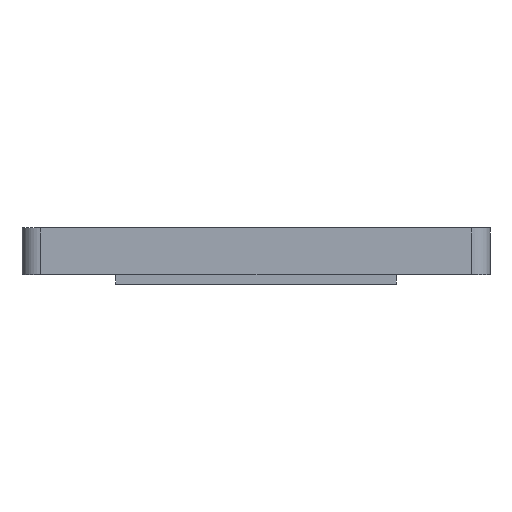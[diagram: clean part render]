
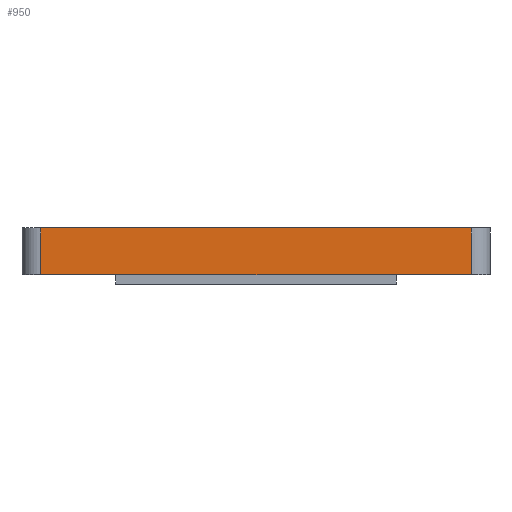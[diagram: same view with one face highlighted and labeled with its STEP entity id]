
A CAD part, front view. The second image highlights one B-rep face of the part: STEP entity #950.
In plain terms, the highlighted face is planar.
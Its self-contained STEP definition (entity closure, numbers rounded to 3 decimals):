
#87=PLANE('',#1119);
#124=FACE_OUTER_BOUND('',#213,.T.);
#213=EDGE_LOOP('',(#838,#839,#840,#841));
#258=LINE('',#1528,#327);
#267=LINE('',#1593,#336);
#283=LINE('',#1660,#352);
#284=LINE('',#1662,#353);
#327=VECTOR('',#1238,10.);
#336=VECTOR('',#1301,10.);
#352=VECTOR('',#1383,10.);
#353=VECTOR('',#1386,10.);
#456=VERTEX_POINT('',#1525);
#457=VERTEX_POINT('',#1527);
#485=VERTEX_POINT('',#1590);
#486=VERTEX_POINT('',#1592);
#554=EDGE_CURVE('',#456,#457,#258,.T.);
#587=EDGE_CURVE('',#485,#486,#267,.T.);
#621=EDGE_CURVE('',#457,#485,#283,.T.);
#622=EDGE_CURVE('',#486,#456,#284,.T.);
#838=ORIENTED_EDGE('',*,*,#621,.F.);
#839=ORIENTED_EDGE('',*,*,#554,.F.);
#840=ORIENTED_EDGE('',*,*,#622,.F.);
#841=ORIENTED_EDGE('',*,*,#587,.F.);
#950=ADVANCED_FACE('',(#124),#87,.T.);
#1119=AXIS2_PLACEMENT_3D('',#1661,#1384,#1385);
#1238=DIRECTION('',(1.,0.,0.));
#1301=DIRECTION('',(-1.,0.,0.));
#1383=DIRECTION('',(0.,0.,1.));
#1384=DIRECTION('center_axis',(0.,1.,0.));
#1385=DIRECTION('ref_axis',(-1.,0.,0.));
#1386=DIRECTION('',(0.,0.,-1.));
#1525=CARTESIAN_POINT('',(-23.,25.,0.));
#1527=CARTESIAN_POINT('',(23.,25.,0.));
#1528=CARTESIAN_POINT('',(-25.,25.,0.));
#1590=CARTESIAN_POINT('',(23.,25.,5.));
#1592=CARTESIAN_POINT('',(-23.,25.,5.));
#1593=CARTESIAN_POINT('',(-25.,25.,5.));
#1660=CARTESIAN_POINT('',(23.,25.,0.));
#1661=CARTESIAN_POINT('Origin',(25.,25.,0.));
#1662=CARTESIAN_POINT('',(-23.,25.,0.));
